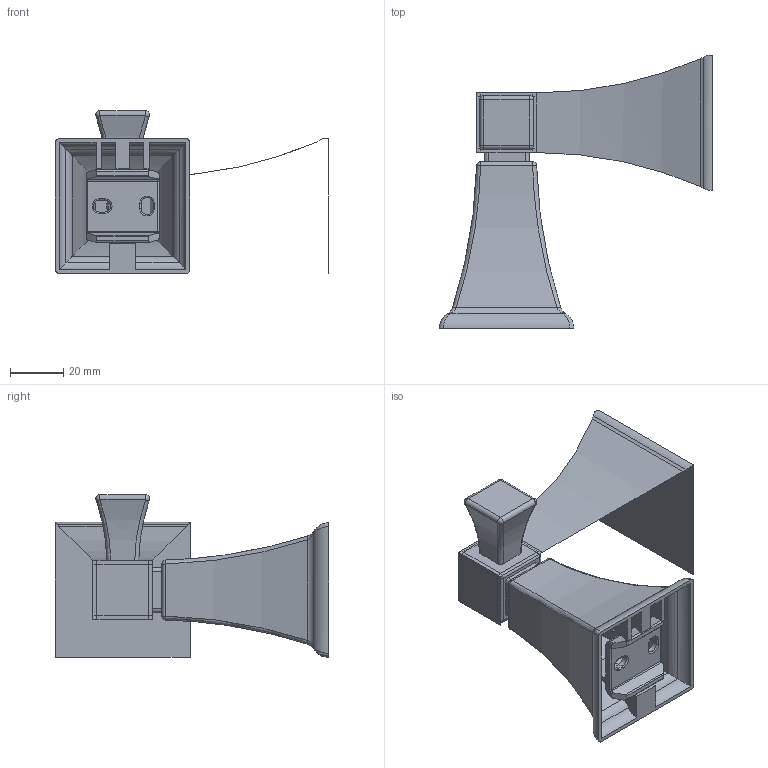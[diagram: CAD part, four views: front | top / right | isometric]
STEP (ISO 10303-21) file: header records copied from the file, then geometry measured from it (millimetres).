
FILE_DESCRIPTION((''),'2;1');
FILE_NAME('81-12_ASM','2015-07-22T',('rsmith'),(''),'PRO/ENGINEER BY PARAMETRIC TECHNOLOGY CORPORATION, 2013150','PRO/ENGINEER BY PARAMETRIC TECHNOLOGY CORPORATION, 2013150','');
FILE_SCHEMA(('CONFIG_CONTROL_DESIGN'));
Length unit declared in the file: millimetre
Products named in the file (8): CCDB0155; CCDB0157; CCEB0035; CTST0142; CTST0116; CCKT0030; CTST0224; 81-12_ASM
Assembly tree (7 placements, depth 2):
  81-12_ASM
    CCDB0155
    CCDB0157
    CCEB0035
    CTST0142
    CTST0116
    CCKT0030
    CTST0224
Bounding box: 103.15 x 103.26 x 61.4 mm (x, y, z)
Volume: 38007 mm3; surface area: 35682 mm2
Topology: 7 solids, 13 shells, 335 faces, 863 edges, 530 vertices
Faces by surface type: cylinder 128, plane 115, bspline 24, sphere 22, cone 20, torus 18, extrusion 8
Entity records: 11843 total; most frequent: CARTESIAN_POINT 3732, DIRECTION 1668, ORIENTED_EDGE 1634, EDGE_CURVE 838, AXIS2_PLACEMENT_3D 627, VERTEX_POINT 530, VECTOR 414, LINE 406
